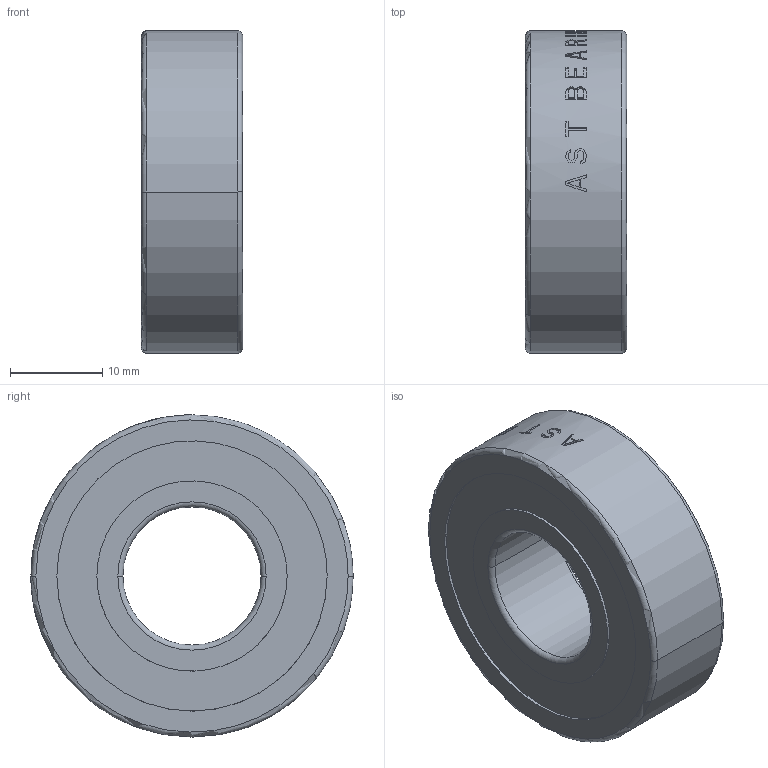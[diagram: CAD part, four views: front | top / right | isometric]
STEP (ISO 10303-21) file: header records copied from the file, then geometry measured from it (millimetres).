
FILE_DESCRIPTION(('CATIA V5 STEP Exchange'),'2;1');
FILE_NAME('AST_Bearings_6202-2RS.stp','2018-11-17T18:27:20+00:00',('none'),('none'),'CATIA Version 5 Release 17 (IN-10)','CATIA V5 STEP AP203','none');
FILE_SCHEMA(('CONFIG_CONTROL_DESIGN'));
Length unit declared in the file: millimetre
Products named in the file (1): 6202-2RS
Bounding box: 11 x 35 x 35 mm (x, y, z)
Volume: 6129.4 mm3; surface area: 7265.6 mm2
Topology: 2 solids, 3 shells, 403 faces, 1116 edges, 686 vertices
Faces by surface type: plane 283, sphere 64, cylinder 40, torus 16
Entity records: 14822 total; most frequent: CARTESIAN_POINT 5840, ORIENTED_EDGE 2104, DIRECTION 1376, EDGE_CURVE 1052, VERTEX_POINT 686, AXIS2_PLACEMENT_3D 590, B_SPLINE_CURVE_WITH_KNOTS 482, EDGE_LOOP 440
